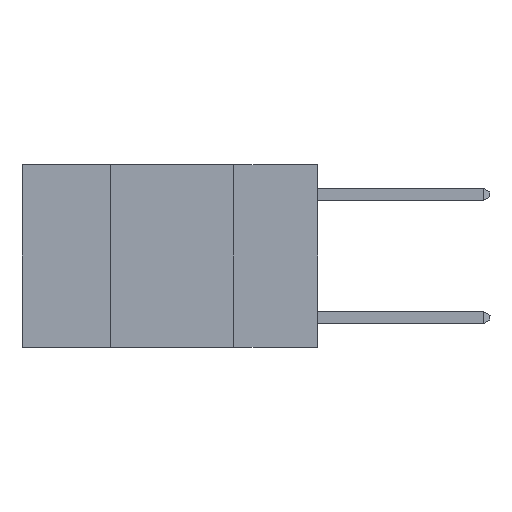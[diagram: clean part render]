
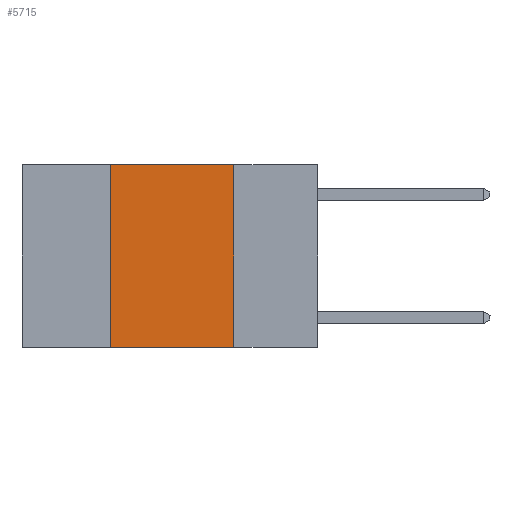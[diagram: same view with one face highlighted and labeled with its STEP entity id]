
A CAD part, left-side view. The second image highlights one B-rep face of the part: STEP entity #5715.
In plain terms, the highlighted planar face has unit normal (-1, 0, 0).
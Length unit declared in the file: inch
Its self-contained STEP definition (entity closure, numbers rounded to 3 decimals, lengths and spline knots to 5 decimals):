
#870 = CARTESIAN_POINT ( 'NONE',  ( 0., 0.17, -0.37 ) ) ;
#1100 = VECTOR ( 'NONE', #9805, 39.37008 ) ;
#2130 = ORIENTED_EDGE ( 'NONE', *, *, #5661, .F. ) ;
#2497 = VECTOR ( 'NONE', #2921, 39.37008 ) ;
#2793 = DIRECTION ( 'NONE',  ( 0., 0., -1. ) ) ;
#2921 = DIRECTION ( 'NONE',  ( 0., -1., 0. ) ) ;
#3032 = DIRECTION ( 'NONE',  ( 1., 0., 0. ) ) ;
#3490 = VERTEX_POINT ( 'NONE', #7508 ) ;
#3703 = VERTEX_POINT ( 'NONE', #15688 ) ;
#3776 = LINE ( 'NONE', #7911, #10233 ) ;
#4022 = CARTESIAN_POINT ( 'NONE',  ( 0., 0.17, 0. ) ) ;
#4347 = VERTEX_POINT ( 'NONE', #4022 ) ;
#4613 = CARTESIAN_POINT ( 'NONE',  ( 0., 0.42, 0. ) ) ;
#4702 = FACE_OUTER_BOUND ( 'NONE', #7344, .T. ) ;
#4747 = ORIENTED_EDGE ( 'NONE', *, *, #9000, .F. ) ;
#5661 = EDGE_CURVE ( 'NONE', #3703, #4347, #8954, .T. ) ;
#5715 = ADVANCED_FACE ( 'NONE', ( #4702 ), #10786, .F. ) ;
#7344 = EDGE_LOOP ( 'NONE', ( #4747, #2130, #11635, #12863 ) ) ;
#7508 = CARTESIAN_POINT ( 'NONE',  ( 0., 0.42, -0.37 ) ) ;
#7911 = CARTESIAN_POINT ( 'NONE',  ( 0., 0.17, 0. ) ) ;
#8954 = LINE ( 'NONE', #11943, #2497 ) ;
#9000 = EDGE_CURVE ( 'NONE', #4347, #13969, #3776, .T. ) ;
#9344 = LINE ( 'NONE', #15396, #15812 ) ;
#9438 = CARTESIAN_POINT ( 'NONE',  ( 0., 0.6, 0. ) ) ;
#9805 = DIRECTION ( 'NONE',  ( 0., 0., 1. ) ) ;
#9866 = EDGE_CURVE ( 'NONE', #3490, #3703, #11428, .T. ) ;
#10233 = VECTOR ( 'NONE', #2793, 39.37008 ) ;
#10786 = PLANE ( 'NONE',  #14894 ) ;
#11428 = LINE ( 'NONE', #4613, #1100 ) ;
#11617 = EDGE_CURVE ( 'NONE', #3490, #13969, #9344, .T. ) ;
#11635 = ORIENTED_EDGE ( 'NONE', *, *, #9866, .F. ) ;
#11943 = CARTESIAN_POINT ( 'NONE',  ( 0., 0.6, 0. ) ) ;
#12053 = DIRECTION ( 'NONE',  ( 0., 0., -1. ) ) ;
#12863 = ORIENTED_EDGE ( 'NONE', *, *, #11617, .T. ) ;
#13969 = VERTEX_POINT ( 'NONE', #870 ) ;
#14894 = AXIS2_PLACEMENT_3D ( 'NONE', #9438, #3032, #12053 ) ;
#15396 = CARTESIAN_POINT ( 'NONE',  ( 0., 0.6, -0.37 ) ) ;
#15688 = CARTESIAN_POINT ( 'NONE',  ( 0., 0.42, 0. ) ) ;
#15812 = VECTOR ( 'NONE', #16677, 39.37008 ) ;
#16677 = DIRECTION ( 'NONE',  ( 0., -1., 0. ) ) ;
